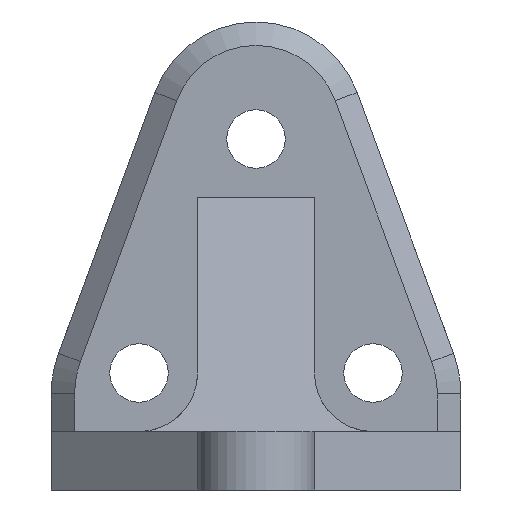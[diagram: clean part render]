
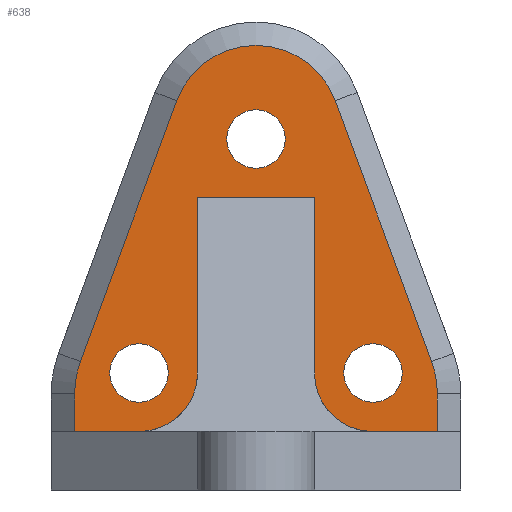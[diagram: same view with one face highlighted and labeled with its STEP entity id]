
A CAD part, left-side view. The second image highlights one B-rep face of the part: STEP entity #638.
In plain terms, the highlighted planar face has unit normal (-1, 0, 0).
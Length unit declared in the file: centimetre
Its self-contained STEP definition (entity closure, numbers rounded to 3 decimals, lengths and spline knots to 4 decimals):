
#26=FACE_BOUND($,#103,.T.);
#27=FACE_BOUND($,#104,.T.);
#28=FACE_BOUND($,#105,.T.);
#29=FACE_BOUND($,#106,.T.);
#43=CIRCLE($,#673,0.8);
#44=CIRCLE($,#676,0.722);
#47=CIRCLE($,#681,0.8);
#48=CIRCLE($,#684,0.25);
#49=CIRCLE($,#685,0.25);
#50=CIRCLE($,#686,0.25);
#51=CIRCLE($,#687,0.5);
#52=CIRCLE($,#688,0.5);
#103=EDGE_LOOP($,(#456));
#104=EDGE_LOOP($,(#457));
#105=EDGE_LOOP($,(#458));
#106=EDGE_LOOP($,(#459,#460,#461,#462,#463,#464,#465,#466,#467,#468,#469,
#470,#471,#472));
#145=LINE($,#922,#212);
#149=LINE($,#934,#216);
#153=LINE($,#946,#220);
#159=LINE($,#961,#226);
#160=LINE($,#970,#227);
#161=LINE($,#974,#228);
#162=LINE($,#976,#229);
#163=LINE($,#978,#230);
#164=LINE($,#981,#231);
#212=VECTOR($,#734,0.3213);
#216=VECTOR($,#746,2.3768);
#220=VECTOR($,#758,2.3768);
#226=VECTOR($,#772,0.3213);
#227=VECTOR($,#781,0.55);
#228=VECTOR($,#784,1.5);
#229=VECTOR($,#785,1.);
#230=VECTOR($,#786,1.5);
#231=VECTOR($,#789,0.55);
#279=VERTEX_POINT($,#919);
#280=VERTEX_POINT($,#921);
#282=VERTEX_POINT($,#927);
#284=VERTEX_POINT($,#933);
#286=VERTEX_POINT($,#939);
#288=VERTEX_POINT($,#945);
#290=VERTEX_POINT($,#951);
#293=VERTEX_POINT($,#958);
#294=VERTEX_POINT($,#963);
#295=VERTEX_POINT($,#965);
#296=VERTEX_POINT($,#967);
#297=VERTEX_POINT($,#969);
#298=VERTEX_POINT($,#971);
#299=VERTEX_POINT($,#973);
#300=VERTEX_POINT($,#975);
#301=VERTEX_POINT($,#977);
#302=VERTEX_POINT($,#979);
#339=EDGE_CURVE($,#279,#280,#145,.T.);
#344=EDGE_CURVE($,#280,#282,#43,.T.);
#345=EDGE_CURVE($,#282,#284,#149,.T.);
#348=EDGE_CURVE($,#284,#286,#44,.T.);
#351=EDGE_CURVE($,#286,#288,#153,.T.);
#356=EDGE_CURVE($,#288,#290,#47,.T.);
#359=EDGE_CURVE($,#290,#293,#159,.T.);
#360=EDGE_CURVE($,#294,#294,#48,.T.);
#361=EDGE_CURVE($,#295,#295,#49,.T.);
#362=EDGE_CURVE($,#296,#296,#50,.T.);
#363=EDGE_CURVE($,#297,#279,#160,.T.);
#364=EDGE_CURVE($,#297,#298,#51,.T.);
#365=EDGE_CURVE($,#298,#299,#161,.T.);
#366=EDGE_CURVE($,#299,#300,#162,.T.);
#367=EDGE_CURVE($,#300,#301,#163,.T.);
#368=EDGE_CURVE($,#301,#302,#52,.T.);
#369=EDGE_CURVE($,#293,#302,#164,.T.);
#456=ORIENTED_EDGE($,*,*,#360,.T.);
#457=ORIENTED_EDGE($,*,*,#361,.T.);
#458=ORIENTED_EDGE($,*,*,#362,.T.);
#459=ORIENTED_EDGE($,*,*,#359,.F.);
#460=ORIENTED_EDGE($,*,*,#356,.F.);
#461=ORIENTED_EDGE($,*,*,#351,.F.);
#462=ORIENTED_EDGE($,*,*,#348,.F.);
#463=ORIENTED_EDGE($,*,*,#345,.F.);
#464=ORIENTED_EDGE($,*,*,#344,.F.);
#465=ORIENTED_EDGE($,*,*,#339,.F.);
#466=ORIENTED_EDGE($,*,*,#363,.F.);
#467=ORIENTED_EDGE($,*,*,#364,.T.);
#468=ORIENTED_EDGE($,*,*,#365,.T.);
#469=ORIENTED_EDGE($,*,*,#366,.T.);
#470=ORIENTED_EDGE($,*,*,#367,.T.);
#471=ORIENTED_EDGE($,*,*,#368,.T.);
#472=ORIENTED_EDGE($,*,*,#369,.F.);
#612=PLANE($,#683);
#638=ADVANCED_FACE($,(#26,#27,#28,#29),#612,.T.);
#673=AXIS2_PLACEMENT_3D($,#931,#742,#743);
#676=AXIS2_PLACEMENT_3D($,#940,#751,#752);
#681=AXIS2_PLACEMENT_3D($,#955,#766,#767);
#683=AXIS2_PLACEMENT_3D($,#962,#773,#774);
#684=AXIS2_PLACEMENT_3D($,#964,#775,#776);
#685=AXIS2_PLACEMENT_3D($,#966,#777,#778);
#686=AXIS2_PLACEMENT_3D($,#968,#779,#780);
#687=AXIS2_PLACEMENT_3D($,#972,#782,#783);
#688=AXIS2_PLACEMENT_3D($,#980,#787,#788);
#734=DIRECTION($,(0.,0.,1.));
#742=DIRECTION('center_axis',(1.,0.,0.));
#743=DIRECTION('ref_axis',(0.,0.984,0.176));
#746=DIRECTION($,(0.,-0.346,0.938));
#751=DIRECTION('center_axis',(1.,0.,0.));
#752=DIRECTION('ref_axis',(0.,0.,1.));
#758=DIRECTION($,(0.,-0.346,-0.938));
#766=DIRECTION('center_axis',(1.,0.,0.));
#767=DIRECTION('ref_axis',(0.,-0.984,0.176));
#772=DIRECTION($,(0.,0.,-1.));
#773=DIRECTION('center_axis',(-1.,0.,0.));
#774=DIRECTION('ref_axis',(0.,-1.,0.));
#775=DIRECTION('center_axis',(1.,0.,0.));
#776=DIRECTION('ref_axis',(0.,1.,0.));
#777=DIRECTION('center_axis',(1.,0.,0.));
#778=DIRECTION('ref_axis',(0.,1.,0.));
#779=DIRECTION('center_axis',(1.,0.,0.));
#780=DIRECTION('ref_axis',(0.,1.,0.));
#781=DIRECTION($,(0.,1.,0.));
#782=DIRECTION('center_axis',(-1.,0.,0.));
#783=DIRECTION('ref_axis',(0.,-0.707,-0.707));
#784=DIRECTION($,(0.,0.,1.));
#785=DIRECTION($,(0.,-1.,0.));
#786=DIRECTION($,(0.,0.,-1.));
#787=DIRECTION('center_axis',(-1.,0.,0.));
#788=DIRECTION('ref_axis',(0.,0.707,-0.707));
#789=DIRECTION($,(0.,1.,0.));
#919=CARTESIAN_POINT('',(-1.2806,1.8906,0.));
#921=CARTESIAN_POINT('',(-1.2806,1.8906,0.3213));
#922=CARTESIAN_POINT($,(-1.2806,1.8906,0.));
#927=CARTESIAN_POINT('',(-1.2806,1.8411,0.5984));
#931=CARTESIAN_POINT('Origin',(-1.2806,1.0906,0.3213));
#933=CARTESIAN_POINT('',(-1.2806,1.0179,2.8281));
#934=CARTESIAN_POINT($,(-1.2806,1.4976,1.5288));
#939=CARTESIAN_POINT('',(-1.2806,-0.3367,2.8281));
#940=CARTESIAN_POINT('Origin',(-1.2806,0.3406,2.578));
#945=CARTESIAN_POINT('',(-1.2806,-1.1599,0.5984));
#946=CARTESIAN_POINT($,(-1.2806,-0.7564,1.6912));
#951=CARTESIAN_POINT('',(-1.2806,-1.2094,0.3213));
#955=CARTESIAN_POINT('Origin',(-1.2806,-0.4094,0.3213));
#958=CARTESIAN_POINT('',(-1.2806,-1.2094,0.));
#961=CARTESIAN_POINT($,(-1.2806,-1.2094,0.));
#962=CARTESIAN_POINT('Origin',(-1.2806,0.8406,0.));
#963=CARTESIAN_POINT('',(-1.2806,1.0906,0.5));
#964=CARTESIAN_POINT('Origin',(-1.2806,1.3406,0.5));
#965=CARTESIAN_POINT('',(-1.2806,-0.9094,0.5));
#966=CARTESIAN_POINT('Origin',(-1.2806,-0.6594,0.5));
#967=CARTESIAN_POINT('',(-1.2806,0.0906,2.5));
#968=CARTESIAN_POINT('Origin',(-1.2806,0.3406,2.5));
#969=CARTESIAN_POINT('',(-1.2806,1.3406,0.));
#970=CARTESIAN_POINT($,(-1.2806,0.5906,0.));
#971=CARTESIAN_POINT('',(-1.2806,0.8406,0.5));
#972=CARTESIAN_POINT('Origin',(-1.2806,1.3406,0.5));
#973=CARTESIAN_POINT('',(-1.2806,0.8406,2.));
#974=CARTESIAN_POINT($,(-1.2806,0.8406,0.));
#975=CARTESIAN_POINT('',(-1.2806,-0.1594,2.));
#976=CARTESIAN_POINT($,(-1.2806,0.7156,2.));
#977=CARTESIAN_POINT('',(-1.2806,-0.1594,0.5));
#978=CARTESIAN_POINT($,(-1.2806,-0.1594,0.));
#979=CARTESIAN_POINT('',(-1.2806,-0.6594,0.));
#980=CARTESIAN_POINT('Origin',(-1.2806,-0.6594,0.5));
#981=CARTESIAN_POINT($,(-1.2806,0.5906,0.));
